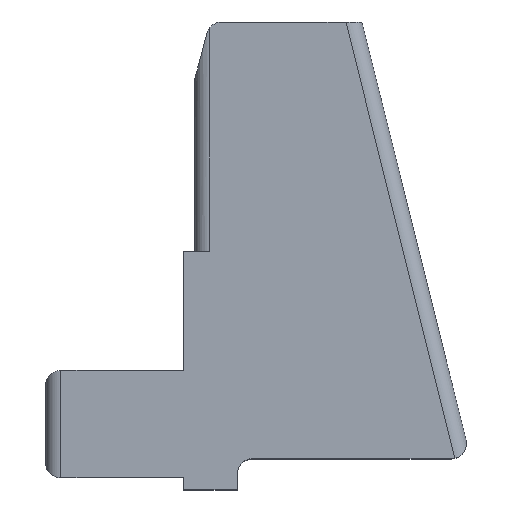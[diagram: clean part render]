
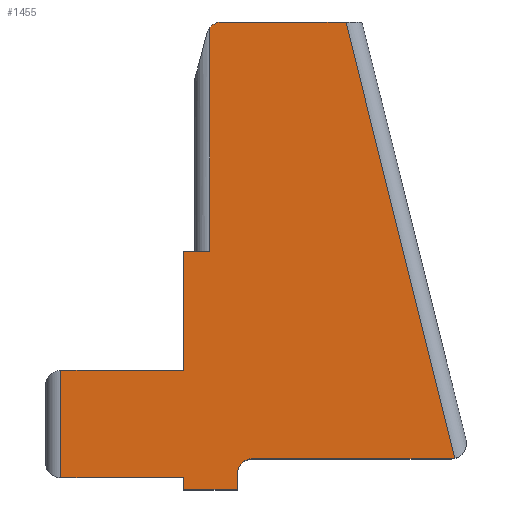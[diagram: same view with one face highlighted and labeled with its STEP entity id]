
A CAD part, top view. The second image highlights one B-rep face of the part: STEP entity #1455.
In plain terms, the highlighted planar face has unit normal (0, 0, 1).
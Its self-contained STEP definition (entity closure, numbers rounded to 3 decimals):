
#1 = CARTESIAN_POINT ( 'NONE',  ( -3.27, -0.718, 17. ) ) ;
#7 = VERTEX_POINT ( 'NONE', #1183 ) ;
#32 = EDGE_CURVE ( 'NONE', #443, #1289, #1283, .T. ) ;
#55 = LINE ( 'NONE', #780, #1079 ) ;
#61 = EDGE_CURVE ( 'NONE', #1084, #825, #634, .T. ) ;
#62 = CARTESIAN_POINT ( 'NONE',  ( -2.502, 13.236, 17. ) ) ;
#63 = LINE ( 'NONE', #532, #167 ) ;
#68 = AXIS2_PLACEMENT_3D ( 'NONE', #1021, #673, #326 ) ;
#86 = VECTOR ( 'NONE', #1263, 1000. ) ;
#99 = DIRECTION ( 'NONE',  ( -1., 0., 0. ) ) ;
#100 = PLANE ( 'NONE',  #68 ) ;
#104 = ORIENTED_EDGE ( 'NONE', *, *, #779, .T. ) ;
#115 = VECTOR ( 'NONE', #1334, 1000. ) ;
#117 = VERTEX_POINT ( 'NONE', #166 ) ;
#121 = CARTESIAN_POINT ( 'NONE',  ( -4.99, -0.718, 17. ) ) ;
#127 = CARTESIAN_POINT ( 'NONE',  ( -4.27, -0.718, 17. ) ) ;
#130 = EDGE_CURVE ( 'NONE', #825, #1155, #363, .T. ) ;
#166 = CARTESIAN_POINT ( 'NONE',  ( -4.99, -16.236, 17. ) ) ;
#167 = VECTOR ( 'NONE', #528, 1000. ) ;
#172 = DIRECTION ( 'NONE',  ( 1., 0., 0. ) ) ;
#182 = VERTEX_POINT ( 'NONE', #284 ) ;
#193 = DIRECTION ( 'NONE',  ( 0., 0., 1. ) ) ;
#210 = LINE ( 'NONE', #221, #1346 ) ;
#214 = VECTOR ( 'NONE', #247, 1000. ) ;
#221 = CARTESIAN_POINT ( 'NONE',  ( -4.99, -8.477, 17. ) ) ;
#226 = EDGE_CURVE ( 'NONE', #1155, #1431, #1475, .T. ) ;
#230 = LINE ( 'NONE', #127, #460 ) ;
#247 = DIRECTION ( 'NONE',  ( 0., -1., 0. ) ) ;
#252 = DIRECTION ( 'NONE',  ( 0., -1., 0. ) ) ;
#267 = AXIS2_PLACEMENT_3D ( 'NONE', #62, #193, #317 ) ;
#284 = CARTESIAN_POINT ( 'NONE',  ( -3.27, 13.877, 17. ) ) ;
#288 = CIRCLE ( 'NONE', #267, 1. ) ;
#308 = VECTOR ( 'NONE', #1490, 1000. ) ;
#317 = DIRECTION ( 'NONE',  ( 1., 0., 0. ) ) ;
#318 = FACE_OUTER_BOUND ( 'NONE', #583, .T. ) ;
#326 = DIRECTION ( 'NONE',  ( 1., 0., 0. ) ) ;
#338 = ORIENTED_EDGE ( 'NONE', *, *, #61, .T. ) ;
#339 = VERTEX_POINT ( 'NONE', #1458 ) ;
#353 = CARTESIAN_POINT ( 'NONE',  ( -4.99, -15.477, 17. ) ) ;
#363 = CIRCLE ( 'NONE', #806, 1. ) ;
#373 = EDGE_CURVE ( 'NONE', #768, #1111, #1159, .T. ) ;
#386 = EDGE_CURVE ( 'NONE', #1354, #339, #230, .T. ) ;
#403 = EDGE_CURVE ( 'NONE', #339, #540, #1150, .T. ) ;
#407 = VERTEX_POINT ( 'NONE', #353 ) ;
#428 = ORIENTED_EDGE ( 'NONE', *, *, #657, .T. ) ;
#443 = VERTEX_POINT ( 'NONE', #468 ) ;
#447 = CARTESIAN_POINT ( 'NONE',  ( 5.601, 14.236, 17. ) ) ;
#455 = CARTESIAN_POINT ( 'NONE',  ( 12.45, -14.236, 17. ) ) ;
#460 = VECTOR ( 'NONE', #1038, 1000. ) ;
#468 = CARTESIAN_POINT ( 'NONE',  ( -12.99, -8.477, 17. ) ) ;
#485 = ORIENTED_EDGE ( 'NONE', *, *, #32, .T. ) ;
#528 = DIRECTION ( 'NONE',  ( -1., 0., 0. ) ) ;
#532 = CARTESIAN_POINT ( 'NONE',  ( -4.99, -15.477, 17. ) ) ;
#540 = VERTEX_POINT ( 'NONE', #1420 ) ;
#560 = ORIENTED_EDGE ( 'NONE', *, *, #1415, .F. ) ;
#561 = DIRECTION ( 'NONE',  ( 0., -1., 0. ) ) ;
#583 = EDGE_LOOP ( 'NONE', ( #652, #485, #560, #584, #1267, #819, #925, #338, #730, #1118, #978, #428, #104, #1197, #1498 ) ) ;
#584 = ORIENTED_EDGE ( 'NONE', *, *, #1339, .T. ) ;
#614 = DIRECTION ( 'NONE',  ( 0., 0., -1. ) ) ;
#619 = AXIS2_PLACEMENT_3D ( 'NONE', #1062, #614, #1292 ) ;
#623 = CARTESIAN_POINT ( 'NONE',  ( 12.45, -13.236, 17. ) ) ;
#634 = LINE ( 'NONE', #736, #1225 ) ;
#649 = DIRECTION ( 'NONE',  ( -1., 0., 0. ) ) ;
#652 = ORIENTED_EDGE ( 'NONE', *, *, #1454, .T. ) ;
#657 = EDGE_CURVE ( 'NONE', #7, #182, #288, .T. ) ;
#673 = DIRECTION ( 'NONE',  ( 0., 0., 1. ) ) ;
#708 = EDGE_CURVE ( 'NONE', #1431, #7, #55, .T. ) ;
#730 = ORIENTED_EDGE ( 'NONE', *, *, #130, .T. ) ;
#736 = CARTESIAN_POINT ( 'NONE',  ( -1.49, -14.236, 17. ) ) ;
#754 = DIRECTION ( 'NONE',  ( -0.242, 0.97, 0. ) ) ;
#768 = VERTEX_POINT ( 'NONE', #1481 ) ;
#779 = EDGE_CURVE ( 'NONE', #182, #1354, #1122, .T. ) ;
#780 = CARTESIAN_POINT ( 'NONE',  ( 6.631, 14.236, 17. ) ) ;
#806 = AXIS2_PLACEMENT_3D ( 'NONE', #623, #1210, #172 ) ;
#816 = EDGE_CURVE ( 'NONE', #117, #768, #1044, .T. ) ;
#819 = ORIENTED_EDGE ( 'NONE', *, *, #373, .T. ) ;
#825 = VERTEX_POINT ( 'NONE', #455 ) ;
#858 = VECTOR ( 'NONE', #252, 1000. ) ;
#865 = CARTESIAN_POINT ( 'NONE',  ( -3.27, -0.718, 17. ) ) ;
#868 = DIRECTION ( 'NONE',  ( 1., 0., 0. ) ) ;
#925 = ORIENTED_EDGE ( 'NONE', *, *, #992, .T. ) ;
#961 = VECTOR ( 'NONE', #561, 1000. ) ;
#978 = ORIENTED_EDGE ( 'NONE', *, *, #708, .T. ) ;
#992 = EDGE_CURVE ( 'NONE', #1111, #1084, #1056, .T. ) ;
#1021 = CARTESIAN_POINT ( 'NONE',  ( -2.502, 13.236, 17. ) ) ;
#1023 = CARTESIAN_POINT ( 'NONE',  ( 12.692, -14.206, 17. ) ) ;
#1038 = DIRECTION ( 'NONE',  ( -1., 0., 0. ) ) ;
#1044 = LINE ( 'NONE', #1138, #308 ) ;
#1056 = CIRCLE ( 'NONE', #619, 1. ) ;
#1059 = CARTESIAN_POINT ( 'NONE',  ( -12.99, 13.236, 17. ) ) ;
#1062 = CARTESIAN_POINT ( 'NONE',  ( -0.49, -15.236, 17. ) ) ;
#1063 = CARTESIAN_POINT ( 'NONE',  ( -12.99, -15.477, 17. ) ) ;
#1079 = VECTOR ( 'NONE', #99, 1000. ) ;
#1082 = LINE ( 'NONE', #1322, #115 ) ;
#1084 = VERTEX_POINT ( 'NONE', #1484 ) ;
#1111 = VERTEX_POINT ( 'NONE', #1493 ) ;
#1115 = CARTESIAN_POINT ( 'NONE',  ( 5.661, 13.994, 17. ) ) ;
#1118 = ORIENTED_EDGE ( 'NONE', *, *, #226, .T. ) ;
#1122 = LINE ( 'NONE', #1, #961 ) ;
#1138 = CARTESIAN_POINT ( 'NONE',  ( -4.99, -16.236, 17. ) ) ;
#1150 = LINE ( 'NONE', #121, #214 ) ;
#1155 = VERTEX_POINT ( 'NONE', #1023 ) ;
#1159 = LINE ( 'NONE', #1278, #86 ) ;
#1183 = CARTESIAN_POINT ( 'NONE',  ( -2.502, 14.236, 17. ) ) ;
#1197 = ORIENTED_EDGE ( 'NONE', *, *, #386, .T. ) ;
#1200 = VECTOR ( 'NONE', #754, 1000. ) ;
#1210 = DIRECTION ( 'NONE',  ( 0., 0., 1. ) ) ;
#1225 = VECTOR ( 'NONE', #868, 1000. ) ;
#1263 = DIRECTION ( 'NONE',  ( 0., 1., 0. ) ) ;
#1267 = ORIENTED_EDGE ( 'NONE', *, *, #816, .T. ) ;
#1278 = CARTESIAN_POINT ( 'NONE',  ( -1.49, -16.236, 17. ) ) ;
#1283 = LINE ( 'NONE', #1059, #858 ) ;
#1289 = VERTEX_POINT ( 'NONE', #1063 ) ;
#1292 = DIRECTION ( 'NONE',  ( 1., 0., 0. ) ) ;
#1322 = CARTESIAN_POINT ( 'NONE',  ( -4.99, -0.718, 17. ) ) ;
#1334 = DIRECTION ( 'NONE',  ( 0., -1., 0. ) ) ;
#1339 = EDGE_CURVE ( 'NONE', #407, #117, #1082, .T. ) ;
#1346 = VECTOR ( 'NONE', #649, 1000. ) ;
#1354 = VERTEX_POINT ( 'NONE', #865 ) ;
#1415 = EDGE_CURVE ( 'NONE', #407, #1289, #63, .T. ) ;
#1420 = CARTESIAN_POINT ( 'NONE',  ( -4.99, -8.477, 17. ) ) ;
#1431 = VERTEX_POINT ( 'NONE', #447 ) ;
#1454 = EDGE_CURVE ( 'NONE', #540, #443, #210, .T. ) ;
#1455 = ADVANCED_FACE ( 'NONE', ( #318 ), #100, .T. ) ;
#1458 = CARTESIAN_POINT ( 'NONE',  ( -4.99, -0.718, 17. ) ) ;
#1475 = LINE ( 'NONE', #1115, #1200 ) ;
#1481 = CARTESIAN_POINT ( 'NONE',  ( -1.49, -16.236, 17. ) ) ;
#1484 = CARTESIAN_POINT ( 'NONE',  ( -0.49, -14.236, 17. ) ) ;
#1490 = DIRECTION ( 'NONE',  ( 1., 0., 0. ) ) ;
#1493 = CARTESIAN_POINT ( 'NONE',  ( -1.49, -15.236, 17. ) ) ;
#1498 = ORIENTED_EDGE ( 'NONE', *, *, #403, .T. ) ;
